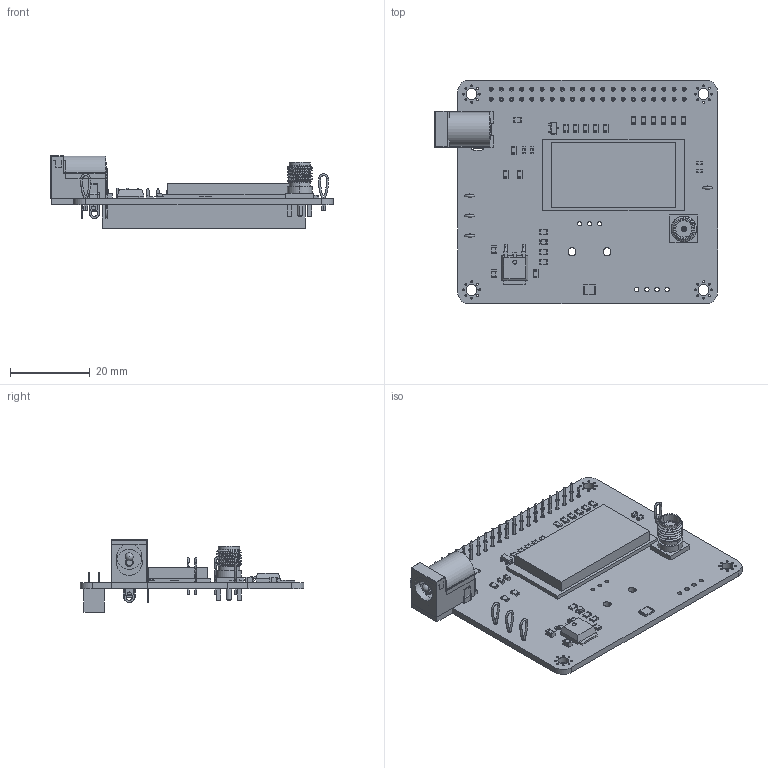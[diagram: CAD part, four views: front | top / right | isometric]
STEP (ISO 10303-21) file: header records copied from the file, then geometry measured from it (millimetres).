
FILE_DESCRIPTION(('KiCad electronic assembly'),'2;1');
FILE_NAME('Radio HAT.step','2024-05-25T15:01:45',('Pcbnew'),('Kicad'), 'Open CASCADE STEP processor 7.7','KiCad to STEP converter','Unknown' );
FILE_SCHEMA(('AUTOMOTIVE_DESIGN { 1 0 10303 214 1 1 1 1 }'));
Length unit declared in the file: millimetre
Products named in the file (28): Radio HAT 1; R_0805_2012Metric; R_1210_3225Metric; SOT-23; SOT_23; TestPoint_Loop_D2.50mm_Drill1.0mm; C_0805_2012Metric; C_0603_1608Metric; amphenol_rf; 132134_SW0001; PinSocket_2x20_P2.54mm_Vertical; PinSocket_2x20_P254mm_Vertical; TO-252-2; CQ assembly; RFM98PW; RFM98PW v2; BarrelJack_Horizontal; CUI_DEVICES_PJ-002A; LED_0805_2012Metric; Radio HAT_PCB
Assembly tree (52 placements, depth 3):
  Radio HAT 1
    R_0805_2012Metric  x19
      R_0805_2012Metric
    R_1210_3225Metric
      R_1210_3225Metric
    SOT-23
      SOT_23
    TestPoint_Loop_D2.50mm_Drill1.0mm  x4
      TestPoint_Loop_D2.50mm_Drill1.0mm
    C_0805_2012Metric  x2
      C_0805_2012Metric
    C_0603_1608Metric  x4
      C_0603_1608Metric
    amphenol_rf
      132134_SW0001
    PinSocket_2x20_P2.54mm_Vertical
      PinSocket_2x20_P254mm_Vertical
    TO-252-2
      CQ assembly
    RFM98PW
      RFM98PW v2
    BarrelJack_Horizontal
      BarrelJack_Horizontal
    CUI_DEVICES_PJ-002A
      CUI_DEVICES_PJ-002A
    LED_0805_2012Metric
      LED_0805_2012Metric
    Radio HAT_PCB
Bounding box: 70.8 x 56 x 18.2 mm (x, y, z)
Volume: 11572 mm3; surface area: 16283.9 mm2
Topology: 48 solids, 48 shells, 2535 faces, 6531 edges, 4232 vertices
Faces by surface type: plane 2022, cylinder 443, bspline 41, cone 18, sphere 5, torus 4, extrusion 2
Full cylindrical faces by diameter (mm): 0.5 x40, 1 x50, 1.1 x4, 1.5 x3, 1.7 x4, 2 x2, 2.7 x4, 6.3 x1
Entity records: 73155 total; most frequent: CARTESIAN_POINT 13853, ORIENTED_EDGE 9958, DIRECTION 9318, EDGE_CURVE 4979, VECTOR 4396, LINE 4394, VERTEX_POINT 3230, AXIS2_PLACEMENT_3D 2461
